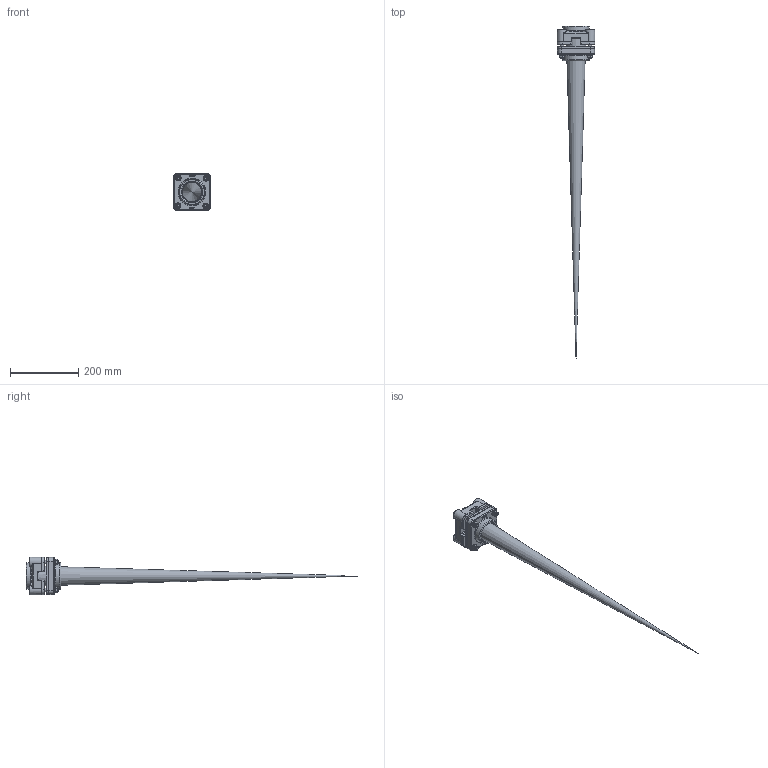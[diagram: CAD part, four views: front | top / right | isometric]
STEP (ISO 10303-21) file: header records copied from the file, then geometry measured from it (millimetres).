
FILE_DESCRIPTION(/* description */ ('2" X 2" FP NPT BOTTOM DRAIN BOLTED FLANGE, EPDM'),/* implementation_level */ '2;1');
FILE_NAME(/* name */ 'BF220BD.stp',/* time_stamp */ '2019-12-07T10:40:33-05:00',/* author */ ('ETQ'),/* organization */ (''),/* preprocessor_version */ 'ST-DEVELOPER v17.2',/* originating_system */ 'Autodesk Inventor 2019',/* authorisation */ '');
FILE_SCHEMA (('AUTOMOTIVE_DESIGN { 1 0 10303 214 3 1 1 }'));
Length unit declared in the file: inch
Products named in the file (11): BF220BD; BF221BD; BF220GFE; BF220GE; BF306; BF304A; V20018; V20019; BF256; VX25356; VL1004
Assembly tree (25 placements, depth 3):
  BF220BD
    BF221BD
    BF220GFE  x4
    BF220GE
    BF306  x4
    BF304A  x4
    V20018  x4
    V20019  x4
    BF256
      VX25356
    VL1004
Bounding box: 109.93 x 970.58 x 109.94 mm (x, y, z)
Volume: 569088.2 mm3; surface area: 338557.3 mm2
Topology: 24 solids, 24 shells, 1428 faces, 3650 edges, 2291 vertices
Faces by surface type: cylinder 433, plane 422, cone 322, bspline 141, torus 82, sphere 28
Full cylindrical faces by diameter (mm): 8.236 x60, 9.525 x64, 9.652 x4, 10.414 x4, 11.125 x4, 18.288 x4, 18.847 x8, 18.923 x4, 28.575 x4, 50.8 x3, 66.548 x1, 76.2 x2
Entity records: 35441 total; most frequent: CARTESIAN_POINT 15198, ORIENTED_EDGE 4280, DIRECTION 3844, EDGE_CURVE 2140, AXIS2_PLACEMENT_3D 1409, VERTEX_POINT 1350, LINE 1026, VECTOR 1026
